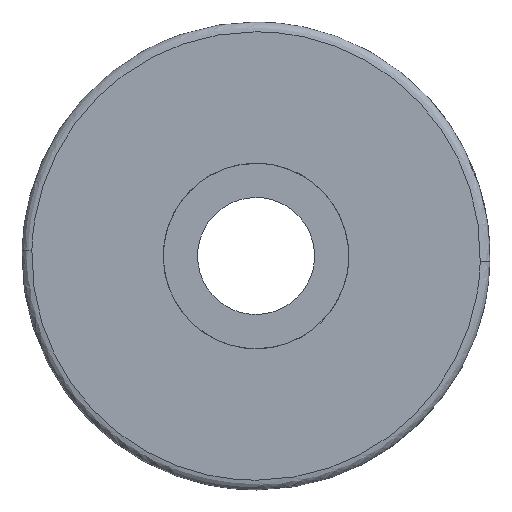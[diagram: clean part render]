
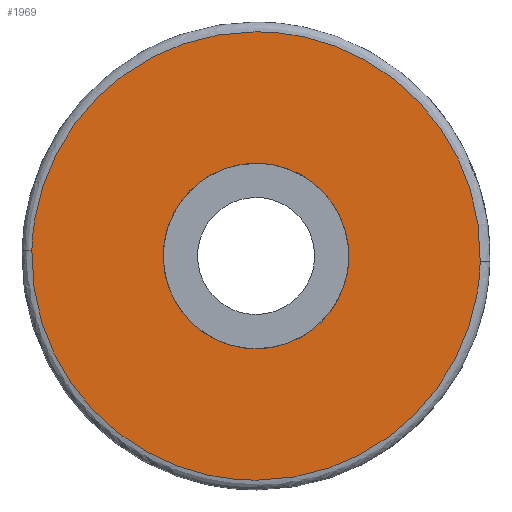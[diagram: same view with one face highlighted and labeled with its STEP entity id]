
A CAD part, front view. The second image highlights one B-rep face of the part: STEP entity #1969.
In plain terms, the highlighted free-form (B-spline) face has degree [1, 1] with [2, 2] control points.
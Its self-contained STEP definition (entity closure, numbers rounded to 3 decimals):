
#829=CARTESIAN_POINT('',(-4.727,0.,0.562));
#830=VERTEX_POINT('',#829);
#836=CARTESIAN_POINT('',(0.0,0.0,-4.76));
#837=VERTEX_POINT('',#836);
#838=CARTESIAN_POINT('',(-4.727,0.,0.562));
#839=CARTESIAN_POINT('',(-4.76,0.0,0.282));
#840=CARTESIAN_POINT('',(-4.76,0.0,0.0));
#841=CARTESIAN_POINT('',(-4.76,0.0,-4.76));
#842=CARTESIAN_POINT('',(0.0,0.0,-4.76));
#850=(BOUNDED_CURVE()B_SPLINE_CURVE(2,(#838,#839,#840,#841,#842),.UNSPECIFIED.,.F.,.U.)B_SPLINE_CURVE_WITH_KNOTS((3,2,3),(0.23,0.25,0.5),.UNSPECIFIED.)CURVE()GEOMETRIC_REPRESENTATION_ITEM()RATIONAL_B_SPLINE_CURVE((0.956,0.976,1.0,0.707,1.0))REPRESENTATION_ITEM(''));
#851=EDGE_CURVE('',#830,#837,#850,.T.);
#853=CARTESIAN_POINT('',(4.751,0.,-0.291));
#854=VERTEX_POINT('',#853);
#855=CARTESIAN_POINT('',(0.0,0.0,-4.76));
#856=CARTESIAN_POINT('',(4.478,0.0,-4.76));
#857=CARTESIAN_POINT('',(4.751,0.,-0.291));
#865=(BOUNDED_CURVE()B_SPLINE_CURVE(2,(#855,#856,#857),.UNSPECIFIED.,.F.,.U.)B_SPLINE_CURVE_WITH_KNOTS((3,3),(0.5,0.739),.UNSPECIFIED.)CURVE()GEOMETRIC_REPRESENTATION_ITEM()RATIONAL_B_SPLINE_CURVE((1.0,0.72,0.976))REPRESENTATION_ITEM(''));
#866=EDGE_CURVE('',#837,#854,#865,.T.);
#940=CARTESIAN_POINT('',(0.0,0.0,4.76));
#941=VERTEX_POINT('',#940);
#942=CARTESIAN_POINT('',(4.751,0.,-0.291));
#943=CARTESIAN_POINT('',(4.76,0.0,-0.145));
#944=CARTESIAN_POINT('',(4.76,0.0,0.0));
#945=CARTESIAN_POINT('',(4.76,0.0,4.76));
#946=CARTESIAN_POINT('',(0.0,0.0,4.76));
#954=(BOUNDED_CURVE()B_SPLINE_CURVE(2,(#942,#943,#944,#945,#946),.UNSPECIFIED.,.F.,.U.)B_SPLINE_CURVE_WITH_KNOTS((3,2,3),(0.739,0.75,1.0),.UNSPECIFIED.)CURVE()GEOMETRIC_REPRESENTATION_ITEM()RATIONAL_B_SPLINE_CURVE((0.976,0.988,1.0,0.707,1.0))REPRESENTATION_ITEM(''));
#955=EDGE_CURVE('',#854,#941,#954,.T.);
#957=CARTESIAN_POINT('',(0.0,0.0,4.76));
#958=CARTESIAN_POINT('',(-4.228,0.0,4.76));
#959=CARTESIAN_POINT('',(-4.727,0.,0.562));
#967=(BOUNDED_CURVE()B_SPLINE_CURVE(2,(#957,#958,#959),.UNSPECIFIED.,.F.,.U.)B_SPLINE_CURVE_WITH_KNOTS((3,3),(0.0,0.23),.UNSPECIFIED.)CURVE()GEOMETRIC_REPRESENTATION_ITEM()RATIONAL_B_SPLINE_CURVE((1.0,0.731,0.956))REPRESENTATION_ITEM(''));
#968=EDGE_CURVE('',#941,#830,#967,.T.);
#1617=CARTESIAN_POINT('',(-11.496,0.,0.289));
#1618=VERTEX_POINT('',#1617);
#1619=CARTESIAN_POINT('',(0.0,0.,-11.5));
#1620=VERTEX_POINT('',#1619);
#1621=CARTESIAN_POINT('',(-11.496,0.,0.289));
#1622=CARTESIAN_POINT('',(-11.5,0.,0.145));
#1623=CARTESIAN_POINT('',(-11.5,0.,0.));
#1624=CARTESIAN_POINT('',(-11.5,0.,-11.5));
#1625=CARTESIAN_POINT('',(0.0,0.,-11.5));
#1633=(BOUNDED_CURVE()B_SPLINE_CURVE(2,(#1621,#1622,#1623,#1624,#1625),.UNSPECIFIED.,.F.,.U.)B_SPLINE_CURVE_WITH_KNOTS((3,2,3),(0.746,0.75,1.0),.UNSPECIFIED.)CURVE()GEOMETRIC_REPRESENTATION_ITEM()RATIONAL_B_SPLINE_CURVE((0.99,0.995,1.0,0.707,1.0))REPRESENTATION_ITEM(''));
#1634=EDGE_CURVE('',#1618,#1620,#1633,.T.);
#1651=CARTESIAN_POINT('',(11.496,0.,-0.289));
#1652=VERTEX_POINT('',#1651);
#1666=CARTESIAN_POINT('',(0.0,0.,-11.5));
#1667=CARTESIAN_POINT('',(11.215,0.,-11.5));
#1668=CARTESIAN_POINT('',(11.496,0.,-0.289));
#1676=(BOUNDED_CURVE()B_SPLINE_CURVE(2,(#1666,#1667,#1668),.UNSPECIFIED.,.F.,.U.)B_SPLINE_CURVE_WITH_KNOTS((3,3),(0.0,0.246),.UNSPECIFIED.)CURVE()GEOMETRIC_REPRESENTATION_ITEM()RATIONAL_B_SPLINE_CURVE((1.0,0.712,0.99))REPRESENTATION_ITEM(''));
#1677=EDGE_CURVE('',#1620,#1652,#1676,.T.);
#1705=CARTESIAN_POINT('',(0.0,0.,11.5));
#1706=VERTEX_POINT('',#1705);
#1707=CARTESIAN_POINT('',(0.0,0.,11.5));
#1708=CARTESIAN_POINT('',(-11.215,0.,11.5));
#1709=CARTESIAN_POINT('',(-11.496,0.,0.289));
#1717=(BOUNDED_CURVE()B_SPLINE_CURVE(2,(#1707,#1708,#1709),.UNSPECIFIED.,.F.,.U.)B_SPLINE_CURVE_WITH_KNOTS((3,3),(0.5,0.746),.UNSPECIFIED.)CURVE()GEOMETRIC_REPRESENTATION_ITEM()RATIONAL_B_SPLINE_CURVE((1.0,0.712,0.99))REPRESENTATION_ITEM(''));
#1718=EDGE_CURVE('',#1706,#1618,#1717,.T.);
#1720=CARTESIAN_POINT('',(11.496,0.,-0.289));
#1721=CARTESIAN_POINT('',(11.5,0.,-0.145));
#1722=CARTESIAN_POINT('',(11.5,0.,0.));
#1723=CARTESIAN_POINT('',(11.5,0.,11.5));
#1724=CARTESIAN_POINT('',(0.0,0.,11.5));
#1732=(BOUNDED_CURVE()B_SPLINE_CURVE(2,(#1720,#1721,#1722,#1723,#1724),.UNSPECIFIED.,.F.,.U.)B_SPLINE_CURVE_WITH_KNOTS((3,2,3),(0.246,0.25,0.5),.UNSPECIFIED.)CURVE()GEOMETRIC_REPRESENTATION_ITEM()RATIONAL_B_SPLINE_CURVE((0.99,0.995,1.0,0.707,1.0))REPRESENTATION_ITEM(''));
#1733=EDGE_CURVE('',#1652,#1706,#1732,.T.);
#1952=CARTESIAN_POINT('',(-12.645,0.,-12.649));
#1953=CARTESIAN_POINT('',(-12.645,0.,12.649));
#1954=CARTESIAN_POINT('',(12.645,0.,-12.649));
#1955=CARTESIAN_POINT('',(12.645,0.,12.649));
#1956=B_SPLINE_SURFACE_WITH_KNOTS('',1,1,((#1952,#1954),(#1953,#1955)),.UNSPECIFIED.,.F.,.F.,.U.,(2,2),(2,2),(0.0,25.298),(0.0,25.29),.UNSPECIFIED.);
#1957=ORIENTED_EDGE('',*,*,#1677,.T.);
#1958=ORIENTED_EDGE('',*,*,#1733,.T.);
#1959=ORIENTED_EDGE('',*,*,#1718,.T.);
#1960=ORIENTED_EDGE('',*,*,#1634,.T.);
#1961=EDGE_LOOP('',(#1957,#1958,#1959,#1960));
#1962=FACE_OUTER_BOUND('',#1961,.T.);
#1963=ORIENTED_EDGE('',*,*,#866,.F.);
#1964=ORIENTED_EDGE('',*,*,#851,.F.);
#1965=ORIENTED_EDGE('',*,*,#968,.F.);
#1966=ORIENTED_EDGE('',*,*,#955,.F.);
#1967=EDGE_LOOP('',(#1963,#1964,#1965,#1966));
#1968=FACE_BOUND('',#1967,.T.);
#1969=ADVANCED_FACE('',(#1962,#1968),#1956,.F.);
